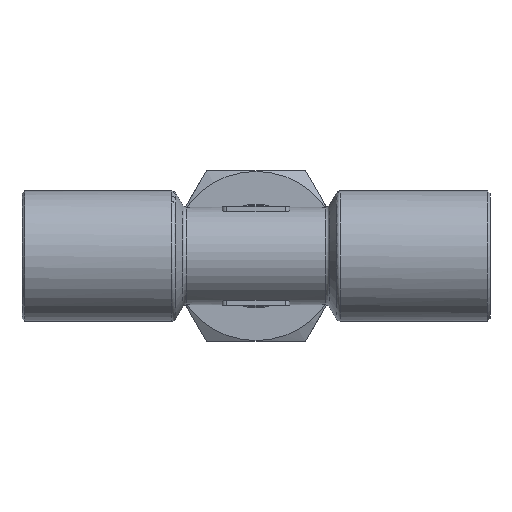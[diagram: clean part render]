
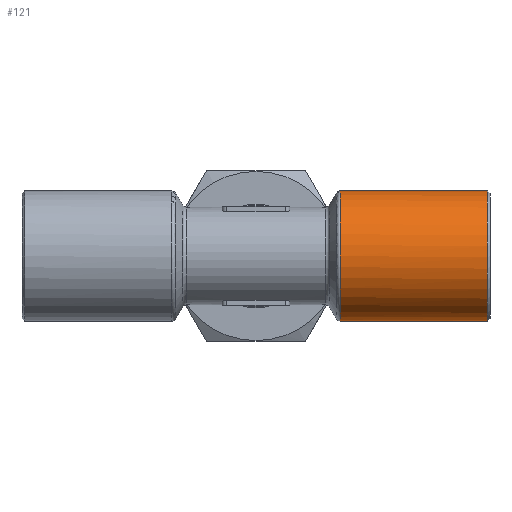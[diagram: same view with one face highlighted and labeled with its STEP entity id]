
A CAD part, left-side view. The second image highlights one B-rep face of the part: STEP entity #121.
In plain terms, the highlighted cylindrical face has radius 7.25 mm (diameter 14.5 mm), a full revolution.
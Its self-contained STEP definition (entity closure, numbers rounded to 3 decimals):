
#121 = ADVANCED_FACE( 'NONE', ( #589, #590 ), #591, .T. );
#589 = FACE_OUTER_BOUND( '', #2007, .T. );
#590 = FACE_OUTER_BOUND( '', #2008, .T. );
#591 = CYLINDRICAL_SURFACE( '', #2009, 7.25 );
#2007 = EDGE_LOOP( '', ( #7143, #7144, #7145, #7146 ) );
#2008 = EDGE_LOOP( '', ( #7147 ) );
#2009 = AXIS2_PLACEMENT_3D( '', #7148, #7149, #7150 );
#7143 = ORIENTED_EDGE( '', *, *, #9832, .T. );
#7144 = ORIENTED_EDGE( '', *, *, #9891, .T. );
#7145 = ORIENTED_EDGE( '', *, *, #9892, .T. );
#7146 = ORIENTED_EDGE( '', *, *, #9893, .F. );
#7147 = ORIENTED_EDGE( '', *, *, #9894, .T. );
#7148 = CARTESIAN_POINT( '', ( 0., 5.907, 0. ) );
#7149 = DIRECTION( '', ( 0., -1., 0. ) );
#7150 = DIRECTION( '', ( 0., 0., 1. ) );
#9832 = EDGE_CURVE( 'NONE', #11017, #11018, #11019, .T. );
#9891 = EDGE_CURVE( 'NONE', #11018, #11130, #11131, .T. );
#9892 = EDGE_CURVE( 'NONE', #11130, #11132, #11133, .T. );
#9893 = EDGE_CURVE( 'NONE', #11017, #11132, #11134, .T. );
#9894 = EDGE_CURVE( 'NONE', #11135, #11135, #11136, .T. );
#11017 = VERTEX_POINT( 'NONE', #13535 );
#11018 = VERTEX_POINT( 'NONE', #13536 );
#11019 = B_SPLINE_CURVE_WITH_KNOTS( '', 3, ( #13537, #13538, #13539, #13540, #13541, #13542, #13543, #13544 ), .UNSPECIFIED., .F., .F., ( 4, 1, 1, 1, 1, 4 ), ( 0., 0.16, 0.327, 0.501, 0.735, 1. ), .UNSPECIFIED. );
#11130 = VERTEX_POINT( 'NONE', #13854 );
#11131 = CIRCLE( '', #13855, 7.25 );
#11132 = VERTEX_POINT( 'NONE', #13856 );
#11133 = B_SPLINE_CURVE_WITH_KNOTS( '', 3, ( #13857, #13858, #13859, #13860, #13861, #13862, #13863 ), .UNSPECIFIED., .F., .F., ( 4, 1, 1, 1, 4 ), ( 0., 0.265, 0.499, 0.758, 1. ), .UNSPECIFIED. );
#11134 = CIRCLE( '', #13864, 7.25 );
#11135 = VERTEX_POINT( '', #13865 );
#11136 = CIRCLE( '', #13866, 7.25 );
#13535 = CARTESIAN_POINT( '', ( 7.085, -9., 1.537 ) );
#13536 = CARTESIAN_POINT( '', ( 7.041, -9.345, 1.728 ) );
#13537 = CARTESIAN_POINT( '', ( 7.085, -9., 1.537 ) );
#13538 = CARTESIAN_POINT( '', ( 7.084, -9.02, 1.545 ) );
#13539 = CARTESIAN_POINT( '', ( 7.08, -9.061, 1.559 ) );
#13540 = CARTESIAN_POINT( '', ( 7.074, -9.121, 1.587 ) );
#13541 = CARTESIAN_POINT( '', ( 7.066, -9.188, 1.623 ) );
#13542 = CARTESIAN_POINT( '', ( 7.055, -9.264, 1.67 ) );
#13543 = CARTESIAN_POINT( '', ( 7.046, -9.317, 1.708 ) );
#13544 = CARTESIAN_POINT( '', ( 7.041, -9.345, 1.728 ) );
#13854 = CARTESIAN_POINT( '', ( 7.041, -9.345, -1.728 ) );
#13855 = AXIS2_PLACEMENT_3D( '', #19761, #19762, #19763 );
#13856 = CARTESIAN_POINT( '', ( 7.085, -9., -1.537 ) );
#13857 = CARTESIAN_POINT( '', ( 7.041, -9.345, -1.728 ) );
#13858 = CARTESIAN_POINT( '', ( 7.046, -9.317, -1.708 ) );
#13859 = CARTESIAN_POINT( '', ( 7.055, -9.264, -1.67 ) );
#13860 = CARTESIAN_POINT( '', ( 7.067, -9.179, -1.617 ) );
#13861 = CARTESIAN_POINT( '', ( 7.078, -9.093, -1.572 ) );
#13862 = CARTESIAN_POINT( '', ( 7.083, -9.03, -1.549 ) );
#13863 = CARTESIAN_POINT( '', ( 7.085, -9., -1.537 ) );
#13864 = AXIS2_PLACEMENT_3D( '', #19764, #19765, #19766 );
#13865 = CARTESIAN_POINT( '', ( 0., -25.7, -7.25 ) );
#13866 = AXIS2_PLACEMENT_3D( '', #19767, #19768, #19769 );
#19761 = CARTESIAN_POINT( '', ( 0., -9.345, 0. ) );
#19762 = DIRECTION( '', ( 0., -1., 0. ) );
#19763 = DIRECTION( '', ( 0., 0., -1. ) );
#19764 = CARTESIAN_POINT( '', ( 0., -9., 0. ) );
#19765 = DIRECTION( '', ( 0., 1., 0. ) );
#19766 = DIRECTION( '', ( 0., 0., -1. ) );
#19767 = CARTESIAN_POINT( '', ( 0., -25.7, 0. ) );
#19768 = DIRECTION( '', ( 0., 1., 0. ) );
#19769 = DIRECTION( '', ( 0., 0., -1. ) );
